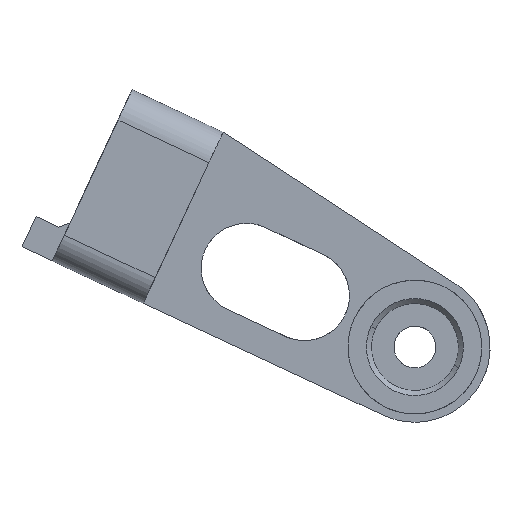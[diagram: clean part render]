
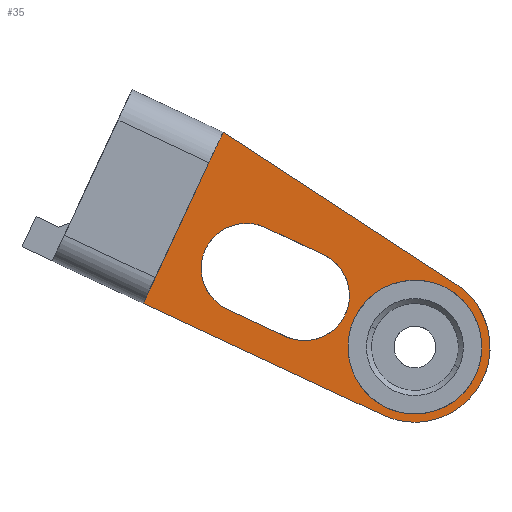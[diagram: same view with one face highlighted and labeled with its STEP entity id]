
A CAD part, left-side view. The second image highlights one B-rep face of the part: STEP entity #35.
In plain terms, the highlighted planar face has unit normal (-1, 0, 0).
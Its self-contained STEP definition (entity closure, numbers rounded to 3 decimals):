
#16=FACE_BOUND('',#106,.T.);
#17=FACE_BOUND('',#107,.T.);
#35=ADVANCED_FACE('',(#69,#16,#17),#543,.T.);
#69=FACE_OUTER_BOUND('',#105,.T.);
#105=EDGE_LOOP('',(#192,#193,#194,#195,#196,#197));
#106=EDGE_LOOP('',(#198,#199));
#107=EDGE_LOOP('',(#200,#201));
#192=ORIENTED_EDGE('',*,*,#314,.T.);
#193=ORIENTED_EDGE('',*,*,#300,.F.);
#194=ORIENTED_EDGE('',*,*,#339,.F.);
#195=ORIENTED_EDGE('',*,*,#302,.F.);
#196=ORIENTED_EDGE('',*,*,#320,.F.);
#197=ORIENTED_EDGE('',*,*,#309,.T.);
#198=ORIENTED_EDGE('',*,*,#365,.F.);
#199=ORIENTED_EDGE('',*,*,#325,.F.);
#200=ORIENTED_EDGE('',*,*,#378,.F.);
#201=ORIENTED_EDGE('',*,*,#337,.F.);
#300=EDGE_CURVE('',#468,#467,#430,.T.);
#302=EDGE_CURVE('',#470,#469,#432,.T.);
#309=EDGE_CURVE('',#476,#477,#438,.T.);
#314=EDGE_CURVE('',#477,#467,#440,.T.);
#320=EDGE_CURVE('',#476,#470,#443,.T.);
#325=EDGE_CURVE('',#487,#509,#448,.T.);
#337=EDGE_CURVE('',#493,#516,#449,.T.);
#339=EDGE_CURVE('',#469,#468,#451,.T.);
#365=EDGE_CURVE('',#509,#487,#460,.T.);
#378=EDGE_CURVE('',#516,#493,#463,.T.);
#430=(
BOUNDED_CURVE()
B_SPLINE_CURVE(2,(#998,#999,#1000,#1001,#1002),.UNSPECIFIED.,.F.,.F.)
B_SPLINE_CURVE_WITH_KNOTS((3,2,3),(72.446,74.016,76.316),
 .UNSPECIFIED.)
CURVE()
GEOMETRIC_REPRESENTATION_ITEM()
RATIONAL_B_SPLINE_CURVE((1.,1.,1.,1.,
1.))
REPRESENTATION_ITEM('')
);
#432=(
BOUNDED_CURVE()
B_SPLINE_CURVE(2,(#1006,#1007,#1008,#1009,#1010,#1011,#1012),
 .UNSPECIFIED.,.F.,.F.)
B_SPLINE_CURVE_WITH_KNOTS((3,2,2,3),(60.314,61.442,62.787,
67.284),.UNSPECIFIED.)
CURVE()
GEOMETRIC_REPRESENTATION_ITEM()
RATIONAL_B_SPLINE_CURVE((1.,1.,1.,1.,1.,1.,1.))
REPRESENTATION_ITEM('')
);
#438=(
BOUNDED_CURVE()
B_SPLINE_CURVE(3,(#1049,#1050,#1051,#1052,#1053,#1054,#1055),
 .UNSPECIFIED.,.F.,.F.)
B_SPLINE_CURVE_WITH_KNOTS((4,3,4),(-89.947,-82.879,
-76.498),.UNSPECIFIED.)
CURVE()
GEOMETRIC_REPRESENTATION_ITEM()
RATIONAL_B_SPLINE_CURVE((1.,0.805,0.805,1.,
0.838,0.835,1.))
REPRESENTATION_ITEM('')
);
#440=(
BOUNDED_CURVE()
B_SPLINE_CURVE(2,(#1066,#1067,#1068),.UNSPECIFIED.,.F.,.F.)
B_SPLINE_CURVE_WITH_KNOTS((3,3),(-31.994,-15.357),
 .UNSPECIFIED.)
CURVE()
GEOMETRIC_REPRESENTATION_ITEM()
RATIONAL_B_SPLINE_CURVE((1.,1.,1.))
REPRESENTATION_ITEM('')
);
#443=(
BOUNDED_CURVE()
B_SPLINE_CURVE(3,(#1083,#1084,#1085,#1086,#1087,#1088,#1089,#1090,#1091,
#1092,#1093,#1094,#1095,#1096,#1097,#1098),.UNSPECIFIED.,.F.,.F.)
B_SPLINE_CURVE_WITH_KNOTS((4,3,3,3,3,4),(89.947,89.978,
98.244,101.076,102.564,105.784),
 .UNSPECIFIED.)
CURVE()
GEOMETRIC_REPRESENTATION_ITEM()
RATIONAL_B_SPLINE_CURVE((1.,1.,1.,1.,1.,1.,1.,1.,1.,1.,1.,1.,1.,1.,1.,1.))
REPRESENTATION_ITEM('')
);
#448=(
BOUNDED_CURVE()
B_SPLINE_CURVE(2,(#1116,#1117,#1118,#1119,#1120,#1121,#1122),
 .UNSPECIFIED.,.F.,.F.)
B_SPLINE_CURVE_WITH_KNOTS((3,2,2,3),(50.86,54.692,
58.619,62.546),.UNSPECIFIED.)
CURVE()
GEOMETRIC_REPRESENTATION_ITEM()
RATIONAL_B_SPLINE_CURVE((1.,1.,1.,0.707,1.,0.707,
1.))
REPRESENTATION_ITEM('')
);
#449=(
BOUNDED_CURVE()
B_SPLINE_CURVE(2,(#1205,#1206,#1207,#1208,#1209),.UNSPECIFIED.,.F.,.F.)
B_SPLINE_CURVE_WITH_KNOTS((3,2,3),(0.,6.283,12.566),
 .UNSPECIFIED.)
CURVE()
GEOMETRIC_REPRESENTATION_ITEM()
RATIONAL_B_SPLINE_CURVE((1.,0.707,1.,0.707,1.))
REPRESENTATION_ITEM('')
);
#451=(
BOUNDED_CURVE()
B_SPLINE_CURVE(2,(#1212,#1213,#1214,#1215,#1216),.UNSPECIFIED.,.F.,.F.)
B_SPLINE_CURVE_WITH_KNOTS((3,2,3),(42.118,42.448,42.578),
 .UNSPECIFIED.)
CURVE()
GEOMETRIC_REPRESENTATION_ITEM()
RATIONAL_B_SPLINE_CURVE((1.,1.,1.,1.,1.))
REPRESENTATION_ITEM('')
);
#460=(
BOUNDED_CURVE()
B_SPLINE_CURVE(2,(#1283,#1284,#1285,#1286,#1287,#1288,#1289,#1290,#1291,
#1292,#1293),.UNSPECIFIED.,.F.,.F.)
B_SPLINE_CURVE_WITH_KNOTS((3,2,2,2,2,3),(62.546,66.376,
68.34,70.304,72.268,74.232),
 .UNSPECIFIED.)
CURVE()
GEOMETRIC_REPRESENTATION_ITEM()
RATIONAL_B_SPLINE_CURVE((1.,1.,1.,0.924,1.,0.924,
1.,0.924,1.,0.924,1.))
REPRESENTATION_ITEM('')
);
#463=(
BOUNDED_CURVE()
B_SPLINE_CURVE(2,(#1382,#1383,#1384,#1385,#1386),.UNSPECIFIED.,.F.,.F.)
B_SPLINE_CURVE_WITH_KNOTS((3,2,3),(12.566,18.85,25.133),
 .UNSPECIFIED.)
CURVE()
GEOMETRIC_REPRESENTATION_ITEM()
RATIONAL_B_SPLINE_CURVE((1.,0.707,1.,0.707,1.))
REPRESENTATION_ITEM('')
);
#467=VERTEX_POINT('',#938);
#468=VERTEX_POINT('',#939);
#469=VERTEX_POINT('',#940);
#470=VERTEX_POINT('',#941);
#476=VERTEX_POINT('',#947);
#477=VERTEX_POINT('',#948);
#487=VERTEX_POINT('',#958);
#493=VERTEX_POINT('',#964);
#509=VERTEX_POINT('',#980);
#516=VERTEX_POINT('',#987);
#543=PLANE('',#650);
#650=AXIS2_PLACEMENT_3D('',#816,#677,$);
#677=DIRECTION('',(-1.,0.,0.));
#816=CARTESIAN_POINT('',(7.37,-15.443,20.838));
#938=CARTESIAN_POINT('',(7.37,3.182,29.497));
#939=CARTESIAN_POINT('',(7.37,4.818,25.99));
#940=CARTESIAN_POINT('',(7.37,5.012,25.573));
#941=CARTESIAN_POINT('',(7.37,7.958,19.256));
#947=CARTESIAN_POINT('',(7.37,-6.395,12.563));
#948=CARTESIAN_POINT('',(7.37,-10.754,20.411));
#958=CARTESIAN_POINT('',(7.37,2.93,18.898));
#964=CARTESIAN_POINT('',(7.37,-11.922,14.951));
#980=CARTESIAN_POINT('',(7.37,-2.825,22.173));
#987=CARTESIAN_POINT('',(7.37,-4.672,18.332));
#998=CARTESIAN_POINT('',(7.37,4.818,25.99));
#999=CARTESIAN_POINT('',(7.37,4.486,26.701));
#1000=CARTESIAN_POINT('',(7.37,4.154,27.413));
#1001=CARTESIAN_POINT('',(7.37,3.668,28.455));
#1002=CARTESIAN_POINT('',(7.37,3.182,29.497));
#1006=CARTESIAN_POINT('',(7.37,7.958,19.256));
#1007=CARTESIAN_POINT('',(7.37,7.72,19.767));
#1008=CARTESIAN_POINT('',(7.37,7.482,20.278));
#1009=CARTESIAN_POINT('',(7.37,7.197,20.887));
#1010=CARTESIAN_POINT('',(7.37,6.913,21.497));
#1011=CARTESIAN_POINT('',(7.37,5.962,23.535));
#1012=CARTESIAN_POINT('',(7.37,5.012,25.573));
#1049=CARTESIAN_POINT('',(7.37,-6.395,12.563));
#1050=CARTESIAN_POINT('',(7.37,-8.784,11.449));
#1051=CARTESIAN_POINT('',(7.37,-11.261,12.351));
#1052=CARTESIAN_POINT('',(7.37,-12.375,14.74));
#1053=CARTESIAN_POINT('',(7.37,-13.358,16.847));
#1054=CARTESIAN_POINT('',(7.37,-12.743,19.115));
#1055=CARTESIAN_POINT('',(7.37,-10.754,20.411));
#1066=CARTESIAN_POINT('',(7.37,-10.754,20.411));
#1067=CARTESIAN_POINT('',(7.37,-3.786,24.954));
#1068=CARTESIAN_POINT('',(7.37,3.182,29.497));
#1083=CARTESIAN_POINT('',(7.37,-6.395,12.563));
#1084=CARTESIAN_POINT('',(7.37,-6.386,12.568));
#1085=CARTESIAN_POINT('',(7.37,-6.377,12.572));
#1086=CARTESIAN_POINT('',(7.37,-6.368,12.576));
#1087=CARTESIAN_POINT('',(7.37,-3.87,13.741));
#1088=CARTESIAN_POINT('',(7.37,-1.373,14.905));
#1089=CARTESIAN_POINT('',(7.37,1.124,16.07));
#1090=CARTESIAN_POINT('',(7.37,1.98,16.469));
#1091=CARTESIAN_POINT('',(7.37,2.835,16.868));
#1092=CARTESIAN_POINT('',(7.37,3.691,17.266));
#1093=CARTESIAN_POINT('',(7.37,4.14,17.476));
#1094=CARTESIAN_POINT('',(7.37,4.59,17.686));
#1095=CARTESIAN_POINT('',(7.37,5.04,17.895));
#1096=CARTESIAN_POINT('',(7.37,6.012,18.349));
#1097=CARTESIAN_POINT('',(7.37,6.985,18.803));
#1098=CARTESIAN_POINT('',(7.37,7.958,19.256));
#1116=CARTESIAN_POINT('',(7.37,2.93,18.898));
#1117=CARTESIAN_POINT('',(7.37,1.194,18.088));
#1118=CARTESIAN_POINT('',(7.37,-0.543,17.278));
#1119=CARTESIAN_POINT('',(7.37,-2.99,16.137));
#1120=CARTESIAN_POINT('',(7.37,-4.131,18.584));
#1121=CARTESIAN_POINT('',(7.37,-5.272,21.031));
#1122=CARTESIAN_POINT('',(7.37,-2.825,22.173));
#1205=CARTESIAN_POINT('',(7.37,-11.922,14.951));
#1206=CARTESIAN_POINT('',(7.37,-13.613,18.576));
#1207=CARTESIAN_POINT('',(7.37,-9.987,20.267));
#1208=CARTESIAN_POINT('',(7.37,-6.362,21.957));
#1209=CARTESIAN_POINT('',(7.37,-4.672,18.332));
#1212=CARTESIAN_POINT('',(7.37,5.012,25.573));
#1213=CARTESIAN_POINT('',(7.37,4.943,25.723));
#1214=CARTESIAN_POINT('',(7.37,4.873,25.872));
#1215=CARTESIAN_POINT('',(7.37,4.845,25.931));
#1216=CARTESIAN_POINT('',(7.37,4.818,25.99));
#1283=CARTESIAN_POINT('',(7.37,-2.825,22.173));
#1284=CARTESIAN_POINT('',(7.37,-1.089,22.982));
#1285=CARTESIAN_POINT('',(7.37,0.646,23.791));
#1286=CARTESIAN_POINT('',(7.37,1.66,24.265));
#1287=CARTESIAN_POINT('',(7.37,2.711,23.882));
#1288=CARTESIAN_POINT('',(7.37,3.763,23.5));
#1289=CARTESIAN_POINT('',(7.37,4.236,22.487));
#1290=CARTESIAN_POINT('',(7.37,4.709,21.473));
#1291=CARTESIAN_POINT('',(7.37,4.326,20.422));
#1292=CARTESIAN_POINT('',(7.37,3.944,19.371));
#1293=CARTESIAN_POINT('',(7.37,2.93,18.898));
#1382=CARTESIAN_POINT('',(7.37,-4.672,18.332));
#1383=CARTESIAN_POINT('',(7.37,-2.981,14.707));
#1384=CARTESIAN_POINT('',(7.37,-6.606,13.016));
#1385=CARTESIAN_POINT('',(7.37,-10.232,11.326));
#1386=CARTESIAN_POINT('',(7.37,-11.922,14.951));
